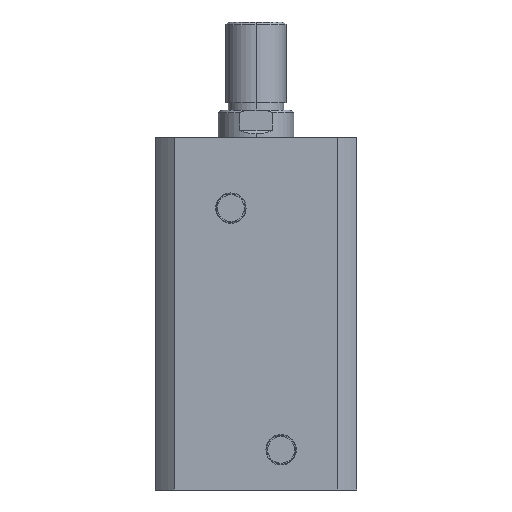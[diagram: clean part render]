
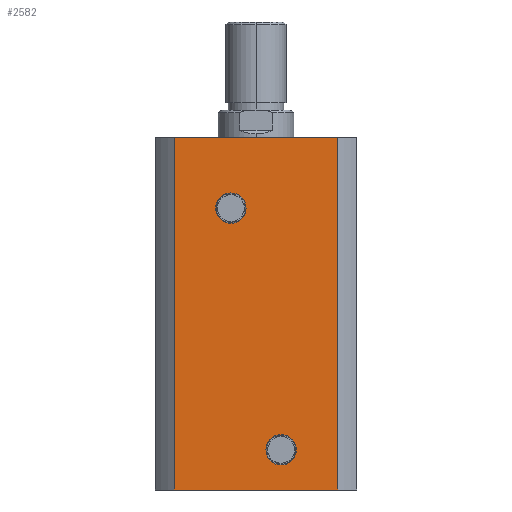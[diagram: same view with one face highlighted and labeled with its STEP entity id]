
A CAD part, left-side view. The second image highlights one B-rep face of the part: STEP entity #2582.
In plain terms, the highlighted planar face has unit normal (-1, 0, 0).
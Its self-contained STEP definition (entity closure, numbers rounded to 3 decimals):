
#100 = VERTEX_POINT ( 'NONE', #2739 ) ;
#102 = VERTEX_POINT ( 'NONE', #2784 ) ;
#104 = VERTEX_POINT ( 'NONE', #2782 ) ;
#108 = VERTEX_POINT ( 'NONE', #2761 ) ;
#196 = EDGE_LOOP ( 'NONE', ( #3286, #3287 ) ) ;
#199 = EDGE_LOOP ( 'NONE', ( #3288, #3289 ) ) ;
#200 = EDGE_LOOP ( 'NONE', ( #3290, #3291, #3292, #3293 ) ) ;
#289 = CARTESIAN_POINT ( 'NONE',  ( -40., -10., 9.94 ) ) ;
#293 = CARTESIAN_POINT ( 'NONE',  ( -40., -10., 22.06 ) ) ;
#304 = CARTESIAN_POINT ( 'NONE',  ( -40., 10., 105.94 ) ) ;
#305 = CARTESIAN_POINT ( 'NONE',  ( -40., 10., 118.06 ) ) ;
#681 = LINE ( 'NONE', #2521, #683 ) ;
#682 = LINE ( 'NONE', #2536, #692 ) ;
#683 = VECTOR ( 'NONE', #2515, 1000. ) ;
#684 = CIRCLE ( 'NONE', #3583, 6.06 ) ;
#685 = CIRCLE ( 'NONE', #3582, 6.06 ) ;
#686 = LINE ( 'NONE', #2530, #688 ) ;
#687 = LINE ( 'NONE', #2540, #690 ) ;
#688 = VECTOR ( 'NONE', #2531, 1000. ) ;
#690 = VECTOR ( 'NONE', #2542, 1000. ) ;
#692 = VECTOR ( 'NONE', #2543, 1000. ) ;
#787 = FACE_OUTER_BOUND ( 'NONE', #200, .T. ) ;
#794 = FACE_BOUND ( 'NONE', #196, .T. ) ;
#797 = FACE_BOUND ( 'NONE', #199, .T. ) ;
#1556 = DIRECTION ( 'NONE',  ( 1., 0., 0. ) ) ;
#1561 = CARTESIAN_POINT ( 'NONE',  ( -40., 0., 140. ) ) ;
#1563 = PLANE ( 'NONE',  #3523 ) ;
#1565 = DIRECTION ( 'NONE',  ( 0., 1., 0. ) ) ;
#1930 = EDGE_CURVE ( 'NONE', #2866, #2867, #2714, .T. ) ;
#1938 = EDGE_CURVE ( 'NONE', #2878, #2879, #2701, .T. ) ;
#2063 = EDGE_CURVE ( 'NONE', #108, #100, #681, .T. ) ;
#2065 = EDGE_CURVE ( 'NONE', #2867, #2866, #684, .T. ) ;
#2066 = EDGE_CURVE ( 'NONE', #2879, #2878, #685, .T. ) ;
#2067 = EDGE_CURVE ( 'NONE', #100, #102, #686, .T. ) ;
#2068 = EDGE_CURVE ( 'NONE', #104, #102, #687, .T. ) ;
#2069 = EDGE_CURVE ( 'NONE', #108, #104, #682, .T. ) ;
#2217 = CARTESIAN_POINT ( 'NONE',  ( -40., -10., 16. ) ) ;
#2218 = DIRECTION ( 'NONE',  ( -1., 0., 0. ) ) ;
#2219 = DIRECTION ( 'NONE',  ( 0., 0., 1. ) ) ;
#2237 = CARTESIAN_POINT ( 'NONE',  ( -40., 10., 112. ) ) ;
#2238 = DIRECTION ( 'NONE',  ( -1., 0., 0. ) ) ;
#2239 = DIRECTION ( 'NONE',  ( 0., 0., 1. ) ) ;
#2515 = DIRECTION ( 'NONE',  ( 0., 0., -1. ) ) ;
#2521 = CARTESIAN_POINT ( 'NONE',  ( -40., 32.438, 140. ) ) ;
#2530 = CARTESIAN_POINT ( 'NONE',  ( -40., 0., 0. ) ) ;
#2531 = DIRECTION ( 'NONE',  ( 0., -1., 0. ) ) ;
#2532 = CARTESIAN_POINT ( 'NONE',  ( -40., -10., 16. ) ) ;
#2533 = DIRECTION ( 'NONE',  ( -1., 0., 0. ) ) ;
#2534 = DIRECTION ( 'NONE',  ( 0., 0., 1. ) ) ;
#2536 = CARTESIAN_POINT ( 'NONE',  ( -40., 0., 140. ) ) ;
#2537 = CARTESIAN_POINT ( 'NONE',  ( -40., 10., 112. ) ) ;
#2538 = DIRECTION ( 'NONE',  ( -1., 0., 0. ) ) ;
#2539 = DIRECTION ( 'NONE',  ( 0., 0., 1. ) ) ;
#2540 = CARTESIAN_POINT ( 'NONE',  ( -40., -32.438, 140. ) ) ;
#2542 = DIRECTION ( 'NONE',  ( 0., 0., -1. ) ) ;
#2543 = DIRECTION ( 'NONE',  ( 0., -1., 0. ) ) ;
#2582 = ADVANCED_FACE ( 'NONE', ( #794, #797, #787 ), #1563, .F. ) ;
#2701 = CIRCLE ( 'NONE', #3633, 6.06 ) ;
#2714 = CIRCLE ( 'NONE', #3637, 6.06 ) ;
#2739 = CARTESIAN_POINT ( 'NONE',  ( -40., 32.438, 0. ) ) ;
#2761 = CARTESIAN_POINT ( 'NONE',  ( -40., 32.438, 140. ) ) ;
#2782 = CARTESIAN_POINT ( 'NONE',  ( -40., -32.438, 140. ) ) ;
#2784 = CARTESIAN_POINT ( 'NONE',  ( -40., -32.438, 0. ) ) ;
#2866 = VERTEX_POINT ( 'NONE', #289 ) ;
#2867 = VERTEX_POINT ( 'NONE', #293 ) ;
#2878 = VERTEX_POINT ( 'NONE', #304 ) ;
#2879 = VERTEX_POINT ( 'NONE', #305 ) ;
#3286 = ORIENTED_EDGE ( 'NONE', *, *, #2065, .F. ) ;
#3287 = ORIENTED_EDGE ( 'NONE', *, *, #1930, .F. ) ;
#3288 = ORIENTED_EDGE ( 'NONE', *, *, #2066, .F. ) ;
#3289 = ORIENTED_EDGE ( 'NONE', *, *, #1938, .F. ) ;
#3290 = ORIENTED_EDGE ( 'NONE', *, *, #2067, .T. ) ;
#3291 = ORIENTED_EDGE ( 'NONE', *, *, #2068, .F. ) ;
#3292 = ORIENTED_EDGE ( 'NONE', *, *, #2069, .F. ) ;
#3293 = ORIENTED_EDGE ( 'NONE', *, *, #2063, .T. ) ;
#3523 = AXIS2_PLACEMENT_3D ( 'NONE', #1561, #1556, #1565 ) ;
#3582 = AXIS2_PLACEMENT_3D ( 'NONE', #2537, #2538, #2539 ) ;
#3583 = AXIS2_PLACEMENT_3D ( 'NONE', #2532, #2533, #2534 ) ;
#3633 = AXIS2_PLACEMENT_3D ( 'NONE', #2237, #2238, #2239 ) ;
#3637 = AXIS2_PLACEMENT_3D ( 'NONE', #2217, #2218, #2219 ) ;
